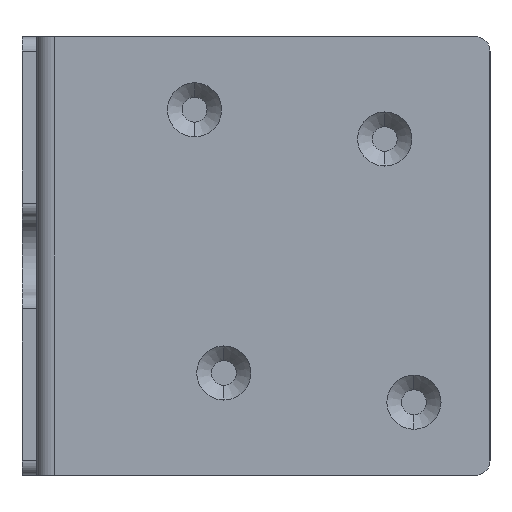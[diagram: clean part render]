
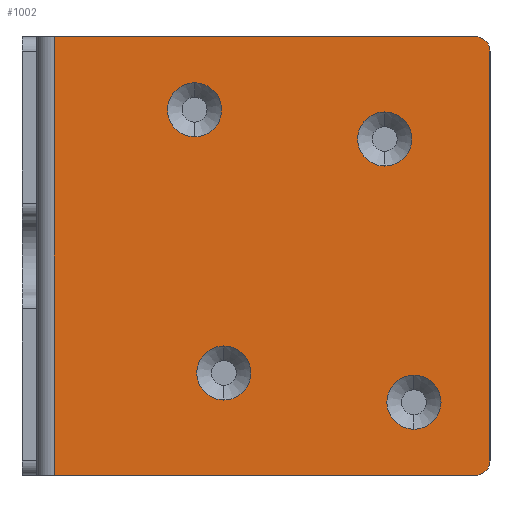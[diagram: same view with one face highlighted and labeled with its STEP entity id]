
A CAD part, left-side view. The second image highlights one B-rep face of the part: STEP entity #1002.
In plain terms, the highlighted planar face has unit normal (-1, 0, 0).
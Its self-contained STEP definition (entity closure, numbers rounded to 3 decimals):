
#27 = EDGE_CURVE ( 'NONE', #1857, #680, #1085, .T. ) ;
#64 = LINE ( 'NONE', #80, #383 ) ;
#65 = VERTEX_POINT ( 'NONE', #88 ) ;
#80 = CARTESIAN_POINT ( 'NONE',  ( -14.373, 162.196, 39.966 ) ) ;
#88 = CARTESIAN_POINT ( 'NONE',  ( -14.373, 18.196, 189.966 ) ) ;
#91 = DIRECTION ( 'NONE',  ( 0., -1., 0. ) ) ;
#105 = ORIENTED_EDGE ( 'NONE', *, *, #789, .T. ) ;
#165 = AXIS2_PLACEMENT_3D ( 'NONE', #1678, #919, #1673 ) ;
#170 = CARTESIAN_POINT ( 'NONE',  ( -14.373, 49.196, 164.216 ) ) ;
#176 = EDGE_CURVE ( 'NONE', #1712, #1344, #1009, .T. ) ;
#185 = DIRECTION ( 'NONE',  ( 1., 0., 0. ) ) ;
#201 = DIRECTION ( 'NONE',  ( 1., 0., 0. ) ) ;
#206 = EDGE_LOOP ( 'NONE', ( #965, #1443, #1665, #345, #1236, #829 ) ) ;
#209 = EDGE_LOOP ( 'NONE', ( #868, #529 ) ) ;
#216 = VERTEX_POINT ( 'NONE', #530 ) ;
#263 = DIRECTION ( 'NONE',  ( -1., 0., 0. ) ) ;
#269 = ORIENTED_EDGE ( 'NONE', *, *, #587, .T. ) ;
#276 = CARTESIAN_POINT ( 'NONE',  ( -14.373, 104.196, 84.216 ) ) ;
#278 = VECTOR ( 'NONE', #1182, 1000. ) ;
#293 = FACE_BOUND ( 'NONE', #1395, .T. ) ;
#307 = LINE ( 'NONE', #1365, #997 ) ;
#308 = CARTESIAN_POINT ( 'NONE',  ( -14.373, 49.196, 154.966 ) ) ;
#310 = AXIS2_PLACEMENT_3D ( 'NONE', #1148, #263, #91 ) ;
#335 = CARTESIAN_POINT ( 'NONE',  ( -14.373, 13.196, 39.966 ) ) ;
#345 = ORIENTED_EDGE ( 'NONE', *, *, #773, .F. ) ;
#368 = DIRECTION ( 'NONE',  ( 0., 0., 1. ) ) ;
#378 = CARTESIAN_POINT ( 'NONE',  ( -14.373, 104.196, 74.966 ) ) ;
#383 = VECTOR ( 'NONE', #368, 1000. ) ;
#394 = DIRECTION ( 'NONE',  ( 0., -1., 0. ) ) ;
#419 = CARTESIAN_POINT ( 'NONE',  ( -14.373, 39.196, 74.216 ) ) ;
#440 = CARTESIAN_POINT ( 'NONE',  ( -14.373, 39.196, 64.966 ) ) ;
#465 = CARTESIAN_POINT ( 'NONE',  ( -14.373, 13.196, 184.966 ) ) ;
#466 = AXIS2_PLACEMENT_3D ( 'NONE', #440, #1806, #1347 ) ;
#484 = CIRCLE ( 'NONE', #577, 9.25 ) ;
#504 = CIRCLE ( 'NONE', #1575, 5. ) ;
#514 = CIRCLE ( 'NONE', #466, 9.25 ) ;
#529 = ORIENTED_EDGE ( 'NONE', *, *, #1292, .T. ) ;
#530 = CARTESIAN_POINT ( 'NONE',  ( -14.373, 162.196, 39.966 ) ) ;
#550 = EDGE_CURVE ( 'NONE', #1764, #65, #1598, .T. ) ;
#553 = CARTESIAN_POINT ( 'NONE',  ( -14.373, 39.196, 55.716 ) ) ;
#555 = ORIENTED_EDGE ( 'NONE', *, *, #27, .T. ) ;
#577 = AXIS2_PLACEMENT_3D ( 'NONE', #308, #1648, #1494 ) ;
#587 = EDGE_CURVE ( 'NONE', #1256, #1905, #484, .T. ) ;
#680 = VERTEX_POINT ( 'NONE', #276 ) ;
#720 = DIRECTION ( 'NONE',  ( 1., 0., 0. ) ) ;
#773 = EDGE_CURVE ( 'NONE', #216, #911, #64, .T. ) ;
#789 = EDGE_CURVE ( 'NONE', #1905, #1256, #938, .T. ) ;
#814 = VECTOR ( 'NONE', #1531, 1000. ) ;
#829 = ORIENTED_EDGE ( 'NONE', *, *, #907, .T. ) ;
#861 = CARTESIAN_POINT ( 'NONE',  ( -14.373, 13.196, 44.966 ) ) ;
#862 = LINE ( 'NONE', #1325, #278 ) ;
#868 = ORIENTED_EDGE ( 'NONE', *, *, #1617, .T. ) ;
#907 = EDGE_CURVE ( 'NONE', #1754, #1811, #504, .T. ) ;
#911 = VERTEX_POINT ( 'NONE', #1250 ) ;
#919 = DIRECTION ( 'NONE',  ( 1., 0., 0. ) ) ;
#938 = CIRCLE ( 'NONE', #1329, 9.25 ) ;
#945 = EDGE_CURVE ( 'NONE', #1344, #1712, #1652, .T. ) ;
#965 = ORIENTED_EDGE ( 'NONE', *, *, #1078, .T. ) ;
#975 = CARTESIAN_POINT ( 'NONE',  ( -14.373, 39.196, 64.966 ) ) ;
#992 = ORIENTED_EDGE ( 'NONE', *, *, #945, .T. ) ;
#997 = VECTOR ( 'NONE', #1676, 1000. ) ;
#1002 = ADVANCED_FACE ( 'NONE', ( #1166, #1142, #1100, #293, #1580 ), #1374, .F. ) ;
#1009 = CIRCLE ( 'NONE', #1413, 9.25 ) ;
#1011 = DIRECTION ( 'NONE',  ( 0., -1., 0. ) ) ;
#1016 = EDGE_LOOP ( 'NONE', ( #992, #1032 ) ) ;
#1032 = ORIENTED_EDGE ( 'NONE', *, *, #176, .T. ) ;
#1078 = EDGE_CURVE ( 'NONE', #1811, #1764, #1472, .T. ) ;
#1085 = CIRCLE ( 'NONE', #1488, 9.25 ) ;
#1100 = FACE_BOUND ( 'NONE', #209, .T. ) ;
#1108 = CARTESIAN_POINT ( 'NONE',  ( -14.373, 114.196, 155.716 ) ) ;
#1122 = DIRECTION ( 'NONE',  ( 0., -1., 0. ) ) ;
#1142 = FACE_BOUND ( 'NONE', #1547, .T. ) ;
#1148 = CARTESIAN_POINT ( 'NONE',  ( -14.373, 18.196, 184.966 ) ) ;
#1158 = DIRECTION ( 'NONE',  ( 1., 0., 0. ) ) ;
#1166 = FACE_BOUND ( 'NONE', #1016, .T. ) ;
#1168 = CARTESIAN_POINT ( 'NONE',  ( -14.373, 49.196, 145.716 ) ) ;
#1182 = DIRECTION ( 'NONE',  ( 0., 1., 0. ) ) ;
#1191 = CIRCLE ( 'NONE', #1606, 9.25 ) ;
#1197 = CARTESIAN_POINT ( 'NONE',  ( -14.373, 114.196, 174.216 ) ) ;
#1224 = DIRECTION ( 'NONE',  ( 0., -1., 0. ) ) ;
#1227 = CARTESIAN_POINT ( 'NONE',  ( -14.373, 49.196, 154.966 ) ) ;
#1236 = ORIENTED_EDGE ( 'NONE', *, *, #1509, .F. ) ;
#1250 = CARTESIAN_POINT ( 'NONE',  ( -14.373, 162.196, 189.966 ) ) ;
#1256 = VERTEX_POINT ( 'NONE', #170 ) ;
#1273 = DIRECTION ( 'NONE',  ( 1., 0., 0. ) ) ;
#1290 = CARTESIAN_POINT ( 'NONE',  ( -14.373, 18.196, 39.966 ) ) ;
#1292 = EDGE_CURVE ( 'NONE', #1745, #1833, #514, .T. ) ;
#1303 = EDGE_CURVE ( 'NONE', #65, #911, #862, .T. ) ;
#1325 = CARTESIAN_POINT ( 'NONE',  ( -14.373, 162.196, 189.966 ) ) ;
#1329 = AXIS2_PLACEMENT_3D ( 'NONE', #1227, #201, #1686 ) ;
#1344 = VERTEX_POINT ( 'NONE', #1197 ) ;
#1347 = DIRECTION ( 'NONE',  ( 0., -1., 0. ) ) ;
#1365 = CARTESIAN_POINT ( 'NONE',  ( -14.373, 162.196, 39.966 ) ) ;
#1374 = PLANE ( 'NONE',  #1677 ) ;
#1395 = EDGE_LOOP ( 'NONE', ( #1619, #555 ) ) ;
#1404 = CARTESIAN_POINT ( 'NONE',  ( -14.373, 18.196, 44.966 ) ) ;
#1413 = AXIS2_PLACEMENT_3D ( 'NONE', #1774, #1158, #1011 ) ;
#1426 = DIRECTION ( 'NONE',  ( 1., 0., 0. ) ) ;
#1443 = ORIENTED_EDGE ( 'NONE', *, *, #550, .T. ) ;
#1472 = LINE ( 'NONE', #335, #814 ) ;
#1484 = DIRECTION ( 'NONE',  ( -1., 0., 0. ) ) ;
#1488 = AXIS2_PLACEMENT_3D ( 'NONE', #378, #1426, #1741 ) ;
#1494 = DIRECTION ( 'NONE',  ( 0., -1., 0. ) ) ;
#1505 = CIRCLE ( 'NONE', #1698, 9.25 ) ;
#1509 = EDGE_CURVE ( 'NONE', #1754, #216, #307, .T. ) ;
#1531 = DIRECTION ( 'NONE',  ( 0., 0., 1. ) ) ;
#1547 = EDGE_LOOP ( 'NONE', ( #269, #105 ) ) ;
#1575 = AXIS2_PLACEMENT_3D ( 'NONE', #1404, #1484, #1933 ) ;
#1580 = FACE_OUTER_BOUND ( 'NONE', #206, .T. ) ;
#1598 = CIRCLE ( 'NONE', #310, 5. ) ;
#1606 = AXIS2_PLACEMENT_3D ( 'NONE', #1616, #720, #394 ) ;
#1616 = CARTESIAN_POINT ( 'NONE',  ( -14.373, 104.196, 74.966 ) ) ;
#1617 = EDGE_CURVE ( 'NONE', #1833, #1745, #1505, .T. ) ;
#1619 = ORIENTED_EDGE ( 'NONE', *, *, #1886, .T. ) ;
#1648 = DIRECTION ( 'NONE',  ( 1., 0., 0. ) ) ;
#1652 = CIRCLE ( 'NONE', #165, 9.25 ) ;
#1665 = ORIENTED_EDGE ( 'NONE', *, *, #1303, .T. ) ;
#1673 = DIRECTION ( 'NONE',  ( 0., -1., 0. ) ) ;
#1676 = DIRECTION ( 'NONE',  ( 0., 1., 0. ) ) ;
#1677 = AXIS2_PLACEMENT_3D ( 'NONE', #1822, #185, #1224 ) ;
#1678 = CARTESIAN_POINT ( 'NONE',  ( -14.373, 114.196, 164.966 ) ) ;
#1686 = DIRECTION ( 'NONE',  ( 0., -1., 0. ) ) ;
#1698 = AXIS2_PLACEMENT_3D ( 'NONE', #975, #1273, #1122 ) ;
#1712 = VERTEX_POINT ( 'NONE', #1108 ) ;
#1741 = DIRECTION ( 'NONE',  ( 0., -1., 0. ) ) ;
#1745 = VERTEX_POINT ( 'NONE', #553 ) ;
#1754 = VERTEX_POINT ( 'NONE', #1290 ) ;
#1764 = VERTEX_POINT ( 'NONE', #465 ) ;
#1774 = CARTESIAN_POINT ( 'NONE',  ( -14.373, 114.196, 164.966 ) ) ;
#1806 = DIRECTION ( 'NONE',  ( 1., 0., 0. ) ) ;
#1811 = VERTEX_POINT ( 'NONE', #861 ) ;
#1822 = CARTESIAN_POINT ( 'NONE',  ( -14.373, 162.196, 39.966 ) ) ;
#1833 = VERTEX_POINT ( 'NONE', #419 ) ;
#1857 = VERTEX_POINT ( 'NONE', #1892 ) ;
#1886 = EDGE_CURVE ( 'NONE', #680, #1857, #1191, .T. ) ;
#1892 = CARTESIAN_POINT ( 'NONE',  ( -14.373, 104.196, 65.716 ) ) ;
#1905 = VERTEX_POINT ( 'NONE', #1168 ) ;
#1933 = DIRECTION ( 'NONE',  ( 0., -1., 0. ) ) ;
